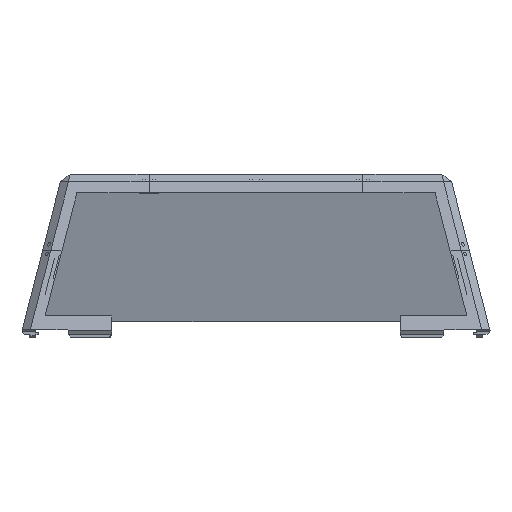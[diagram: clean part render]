
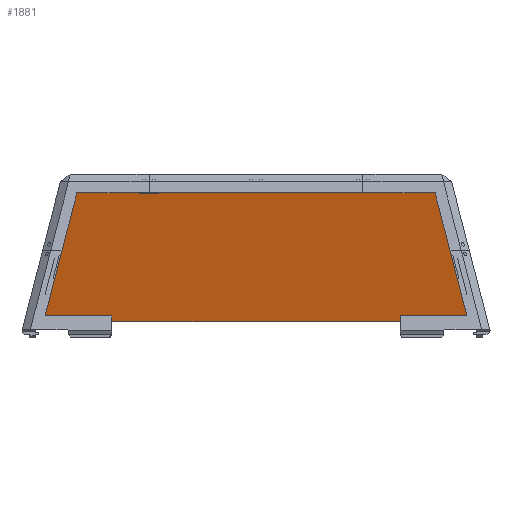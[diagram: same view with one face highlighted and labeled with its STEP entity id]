
A CAD part, front view. The second image highlights one B-rep face of the part: STEP entity #1881.
In plain terms, the highlighted face is planar.
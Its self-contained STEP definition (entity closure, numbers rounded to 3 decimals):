
#1418 = DIRECTION ( 'NONE',  ( 1., 0., 0. ) ) ;
#1881 = ADVANCED_FACE ( 'NONE', ( #4783 ), #7080, .T. ) ;
#2338 = DIRECTION ( 'NONE',  ( -1., 0., 0. ) ) ;
#2447 = VECTOR ( 'NONE', #12408, 1000. ) ;
#2680 = ORIENTED_EDGE ( 'NONE', *, *, #4776, .T. ) ;
#3320 = AXIS2_PLACEMENT_3D ( 'NONE', #19833, #25054, #2338 ) ;
#3882 = VERTEX_POINT ( 'NONE', #8870 ) ;
#4411 = EDGE_CURVE ( 'NONE', #24182, #16104, #13877, .T. ) ;
#4776 = EDGE_CURVE ( 'NONE', #3882, #9004, #31023, .T. ) ;
#4783 = FACE_OUTER_BOUND ( 'NONE', #31642, .T. ) ;
#6481 = CARTESIAN_POINT ( 'NONE',  ( 223.224, -87.634, -3.125 ) ) ;
#7080 = PLANE ( 'NONE',  #3320 ) ;
#8101 = VECTOR ( 'NONE', #26082, 1000. ) ;
#8870 = CARTESIAN_POINT ( 'NONE',  ( 223.224, -87.634, -3.125 ) ) ;
#9004 = VERTEX_POINT ( 'NONE', #24812 ) ;
#10271 = VECTOR ( 'NONE', #23001, 1000. ) ;
#12408 = DIRECTION ( 'NONE',  ( -0.242, -0.97, 0. ) ) ;
#13499 = CARTESIAN_POINT ( 'NONE',  ( 266.77, 87.019, -3.125 ) ) ;
#13877 = LINE ( 'NONE', #23841, #15946 ) ;
#15197 = LINE ( 'NONE', #17818, #2447 ) ;
#15946 = VECTOR ( 'NONE', #1418, 1000. ) ;
#16104 = VERTEX_POINT ( 'NONE', #13499 ) ;
#17135 = CARTESIAN_POINT ( 'NONE',  ( -286.322, 87.019, -3.125 ) ) ;
#17818 = CARTESIAN_POINT ( 'NONE',  ( 266.77, 87.019, -3.125 ) ) ;
#19833 = CARTESIAN_POINT ( 'NONE',  ( 0., 0., -3.125 ) ) ;
#21304 = ORIENTED_EDGE ( 'NONE', *, *, #4411, .T. ) ;
#23001 = DIRECTION ( 'NONE',  ( -0.242, 0.97, 0. ) ) ;
#23495 = ORIENTED_EDGE ( 'NONE', *, *, #28706, .T. ) ;
#23841 = CARTESIAN_POINT ( 'NONE',  ( -286.322, 87.019, -3.125 ) ) ;
#24182 = VERTEX_POINT ( 'NONE', #17135 ) ;
#24333 = EDGE_CURVE ( 'NONE', #9004, #24182, #30521, .T. ) ;
#24812 = CARTESIAN_POINT ( 'NONE',  ( -242.776, -87.634, -3.125 ) ) ;
#25054 = DIRECTION ( 'NONE',  ( 0., 0., -1. ) ) ;
#25755 = CARTESIAN_POINT ( 'NONE',  ( -242.776, -87.634, -3.125 ) ) ;
#26082 = DIRECTION ( 'NONE',  ( -1., 0., 0. ) ) ;
#28706 = EDGE_CURVE ( 'NONE', #16104, #3882, #15197, .T. ) ;
#28971 = ORIENTED_EDGE ( 'NONE', *, *, #24333, .T. ) ;
#30521 = LINE ( 'NONE', #25755, #10271 ) ;
#31023 = LINE ( 'NONE', #6481, #8101 ) ;
#31642 = EDGE_LOOP ( 'NONE', ( #28971, #21304, #23495, #2680 ) ) ;
